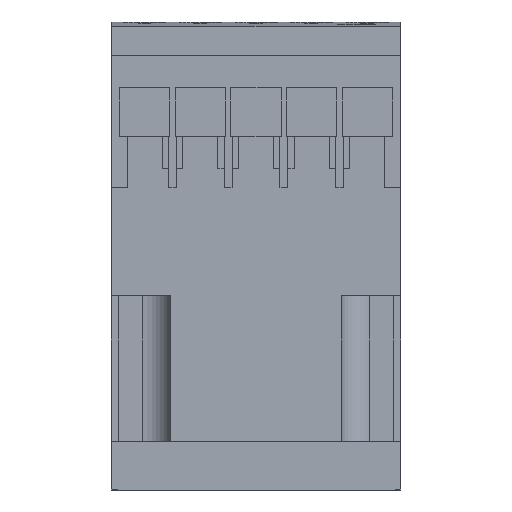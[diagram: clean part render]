
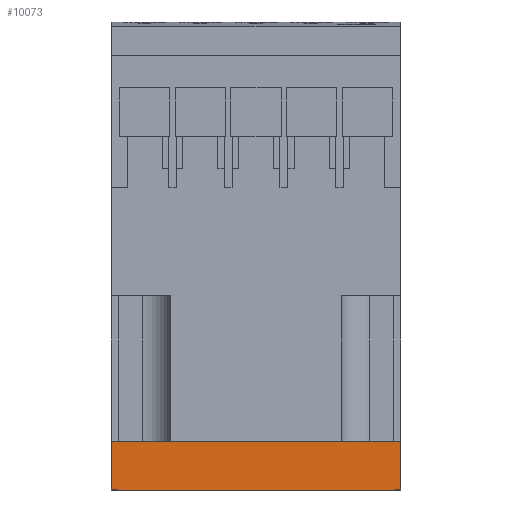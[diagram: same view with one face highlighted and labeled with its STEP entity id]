
A CAD part, front view. The second image highlights one B-rep face of the part: STEP entity #10073.
In plain terms, the highlighted planar face has unit normal (0, -1, 0).
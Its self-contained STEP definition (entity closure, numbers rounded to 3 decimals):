
#7529 = CARTESIAN_POINT ( 'NONE',  ( -20.312, 8.05, -5.85 ) ) ;
#7594 = CARTESIAN_POINT ( 'NONE',  ( 24.488, 8.05, -5.85 ) ) ;
#7595 = DIRECTION ( 'NONE',  ( 0., 0., -1. ) ) ;
#7596 = VECTOR ( 'NONE', #7595, 1000. ) ;
#7597 = CARTESIAN_POINT ( 'NONE',  ( 24.488, 8.05, -5.85 ) ) ;
#7598 = LINE ( 'NONE', #7597, #7596 ) ;
#7599 = CARTESIAN_POINT ( 'NONE',  ( 24.488, 8.05, 1.65 ) ) ;
#7991 = CARTESIAN_POINT ( 'NONE',  ( -20.312, 8.05, 1.65 ) ) ;
#8012 = DIRECTION ( 'NONE',  ( 0., 0., -1. ) ) ;
#8013 = VECTOR ( 'NONE', #8012, 1000. ) ;
#8014 = CARTESIAN_POINT ( 'NONE',  ( -20.312, 8.05, -5.85 ) ) ;
#8015 = LINE ( 'NONE', #8014, #8013 ) ;
#9994 = EDGE_CURVE ( 'NONE', #13950, #13848, #16472, .T. ) ;
#10073 = ADVANCED_FACE ( 'NONE', ( #16546 ), #16545, .T. ) ;
#10074 = EDGE_LOOP ( 'NONE', ( #10135, #10136, #10137, #10138 ) ) ;
#10085 = EDGE_CURVE ( 'NONE', #13815, #13851, #16595, .T. ) ;
#10135 = ORIENTED_EDGE ( 'NONE', *, *, #10085, .T. ) ;
#10136 = ORIENTED_EDGE ( 'NONE', *, *, #13850, .F. ) ;
#10137 = ORIENTED_EDGE ( 'NONE', *, *, #9994, .F. ) ;
#10138 = ORIENTED_EDGE ( 'NONE', *, *, #13969, .T. ) ;
#13815 = VERTEX_POINT ( 'NONE', #7529 ) ;
#13848 = VERTEX_POINT ( 'NONE', #7599 ) ;
#13850 = EDGE_CURVE ( 'NONE', #13848, #13851, #7598, .T. ) ;
#13851 = VERTEX_POINT ( 'NONE', #7594 ) ;
#13950 = VERTEX_POINT ( 'NONE', #7991 ) ;
#13969 = EDGE_CURVE ( 'NONE', #13950, #13815, #8015, .T. ) ;
#16469 = DIRECTION ( 'NONE',  ( 1., 0., 0. ) ) ;
#16470 = VECTOR ( 'NONE', #16469, 1000. ) ;
#16471 = CARTESIAN_POINT ( 'NONE',  ( -20.312, 8.05, 1.65 ) ) ;
#16472 = LINE ( 'NONE', #16471, #16470 ) ;
#16540 = DIRECTION ( 'NONE',  ( 0., 0., -1. ) ) ;
#16541 = DIRECTION ( 'NONE',  ( 0., -1., 0. ) ) ;
#16543 = CARTESIAN_POINT ( 'NONE',  ( -20.312, 8.05, -5.85 ) ) ;
#16544 = AXIS2_PLACEMENT_3D ( 'NONE', #16543, #16541, #16540 ) ;
#16545 = PLANE ( 'NONE',  #16544 ) ;
#16546 = FACE_OUTER_BOUND ( 'NONE', #10074, .T. ) ;
#16592 = DIRECTION ( 'NONE',  ( 1., 0., 0. ) ) ;
#16593 = VECTOR ( 'NONE', #16592, 1000. ) ;
#16594 = CARTESIAN_POINT ( 'NONE',  ( -20.312, 8.05, -5.85 ) ) ;
#16595 = LINE ( 'NONE', #16594, #16593 ) ;
